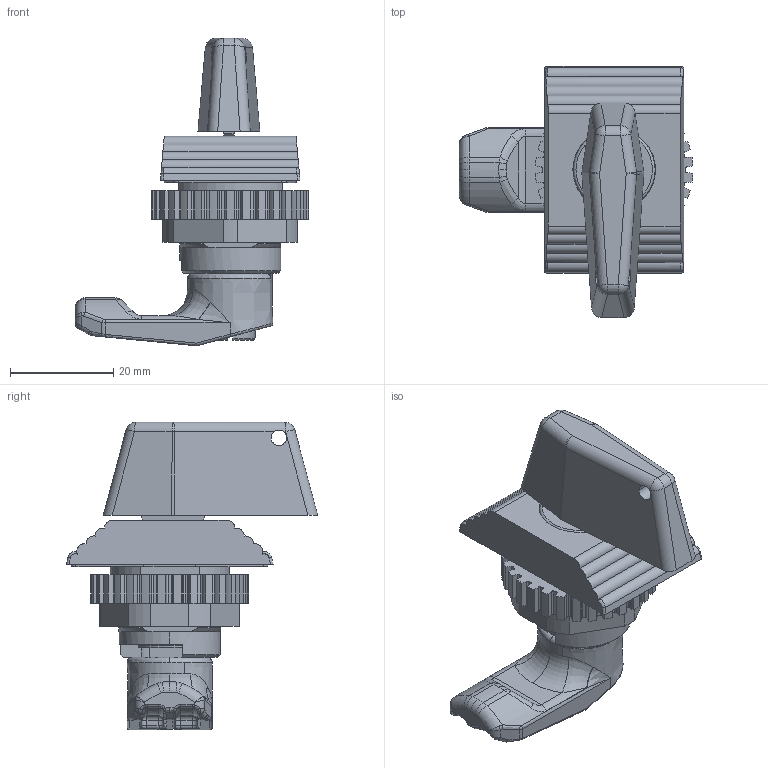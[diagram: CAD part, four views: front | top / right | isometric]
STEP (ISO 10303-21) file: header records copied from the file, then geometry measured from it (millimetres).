
FILE_DESCRIPTION((''),'2;1');
FILE_NAME('NSYCL220CRN-3D_ASM','2020-11-18T08:38:59',('SESA52832'),('Schneider-Electric'),'CREO PARAMETRIC BY PTC INC, 2019164','CREO PARAMETRIC BY PTC INC, 2019164','');
FILE_SCHEMA(('AP242_MANAGED_MODEL_BASED_3D_ENGINEERING_MIM_LF { 1 0 10303 442 1 1 4 }'));
Length unit declared in the file: millimetre
Products named in the file (12): 530548000001; 5303950000; 5307370000_MIG33; 5305580000; 530546000101; 8107019111; 6701830001_ASM; 5303920000; 5303930000; 6700980000_ASM; 530573000101; NSYCL220CRN-3D_ASM
Assembly tree (11 placements, depth 3):
  NSYCL220CRN-3D_ASM
    6701830001_ASM
      530548000001
      5303950000
      5307370000_MIG33
      5305580000
      530546000101
      8107019111
    6700980000_ASM
      5303920000
      5303930000
    530573000101
Bounding box: 45.23 x 48.62 x 59.49 mm (x, y, z)
Volume: 22876.6 mm3; surface area: 20629 mm2
Topology: 9 solids, 11 shells, 916 faces, 2553 edges, 1666 vertices
Faces by surface type: plane 346, cylinder 344, cone 104, bspline 76, torus 22, sphere 18, extrusion 4, revolution 2
Entity records: 47845 total; most frequent: CARTESIAN_POINT 10012, ORIENTED_EDGE 5000, DIRECTION 4796, PRESENTATION_STYLE_ASSIGNMENT 2630, STYLED_ITEM 2630, EDGE_CURVE 2504, CURVE_STYLE 1922, AXIS2_PLACEMENT_3D 1768
